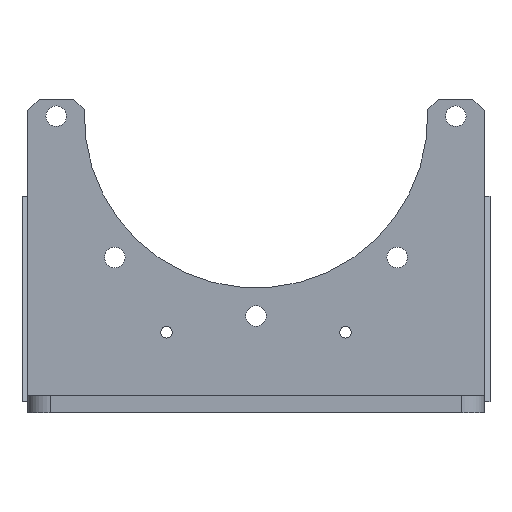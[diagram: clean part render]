
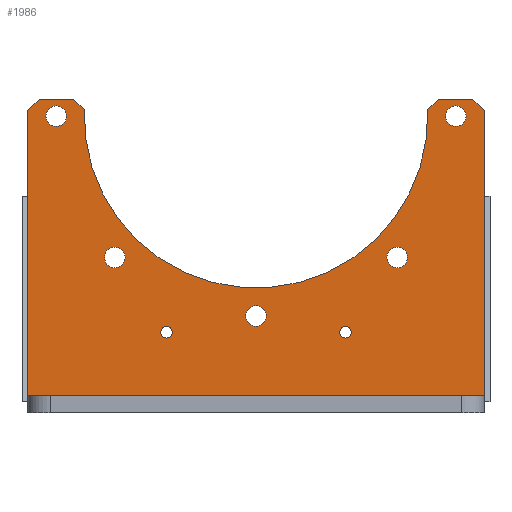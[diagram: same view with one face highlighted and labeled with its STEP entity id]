
A CAD part, front view. The second image highlights one B-rep face of the part: STEP entity #1986.
In plain terms, the highlighted planar face has unit normal (0, -1, 0).
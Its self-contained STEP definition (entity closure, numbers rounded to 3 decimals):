
#6 = VERTEX_POINT ( 'NONE', #1757 ) ;
#12 = PLANE ( 'NONE',  #200 ) ;
#14 = CARTESIAN_POINT ( 'NONE',  ( 190., 65., 275. ) ) ;
#26 = DIRECTION ( 'NONE',  ( 1., 0., 0. ) ) ;
#37 = ORIENTED_EDGE ( 'NONE', *, *, #205, .F. ) ;
#44 = EDGE_LOOP ( 'NONE', ( #1984 ) ) ;
#64 = EDGE_CURVE ( 'NONE', #260, #2030, #1502, .T. ) ;
#68 = EDGE_CURVE ( 'NONE', #578, #2213, #785, .T. ) ;
#83 = VERTEX_POINT ( 'NONE', #1749 ) ;
#94 = CARTESIAN_POINT ( 'NONE',  ( -200., 65., 275. ) ) ;
#96 = DIRECTION ( 'NONE',  ( 0., -1., 0. ) ) ;
#110 = VERTEX_POINT ( 'NONE', #1737 ) ;
#115 = ORIENTED_EDGE ( 'NONE', *, *, #68, .F. ) ;
#139 = CARTESIAN_POINT ( 'NONE',  ( -190., 65., 275. ) ) ;
#200 = AXIS2_PLACEMENT_3D ( 'NONE', #94, #2064, #1983 ) ;
#205 = EDGE_CURVE ( 'NONE', #1441, #1441, #528, .T. ) ;
#217 = FACE_BOUND ( 'NONE', #1920, .T. ) ;
#225 = CIRCLE ( 'NONE', #2099, 9. ) ;
#260 = VERTEX_POINT ( 'NONE', #1032 ) ;
#287 = AXIS2_PLACEMENT_3D ( 'NONE', #918, #978, #440 ) ;
#295 = ORIENTED_EDGE ( 'NONE', *, *, #2367, .T. ) ;
#303 = VERTEX_POINT ( 'NONE', #1747 ) ;
#324 = FACE_BOUND ( 'NONE', #933, .T. ) ;
#346 = EDGE_CURVE ( 'NONE', #582, #412, #1673, .T. ) ;
#350 = EDGE_LOOP ( 'NONE', ( #584 ) ) ;
#363 = ORIENTED_EDGE ( 'NONE', *, *, #674, .F. ) ;
#366 = VERTEX_POINT ( 'NONE', #1716 ) ;
#391 = DIRECTION ( 'NONE',  ( 0., 0., -1. ) ) ;
#412 = VERTEX_POINT ( 'NONE', #1325 ) ;
#417 = AXIS2_PLACEMENT_3D ( 'NONE', #935, #926, #944 ) ;
#419 = DIRECTION ( 'NONE',  ( 0., -1., 0. ) ) ;
#440 = DIRECTION ( 'NONE',  ( 0., 0., -1. ) ) ;
#446 = EDGE_LOOP ( 'NONE', ( #1641 ) ) ;
#454 = FACE_BOUND ( 'NONE', #350, .T. ) ;
#479 = FACE_BOUND ( 'NONE', #44, .T. ) ;
#482 = FACE_BOUND ( 'NONE', #1359, .T. ) ;
#507 = LINE ( 'NONE', #1376, #594 ) ;
#512 = FACE_BOUND ( 'NONE', #824, .T. ) ;
#528 = CIRCLE ( 'NONE', #417, 5. ) ;
#531 = DIRECTION ( 'NONE',  ( -0.707, 0., -0.707 ) ) ;
#565 = FACE_OUTER_BOUND ( 'NONE', #2361, .T. ) ;
#578 = VERTEX_POINT ( 'NONE', #753 ) ;
#582 = VERTEX_POINT ( 'NONE', #611 ) ;
#584 = ORIENTED_EDGE ( 'NONE', *, *, #1902, .F. ) ;
#588 = CIRCLE ( 'NONE', #775, 9. ) ;
#592 = CARTESIAN_POINT ( 'NONE',  ( 190., 65., 275. ) ) ;
#594 = VECTOR ( 'NONE', #859, 1000. ) ;
#610 = DIRECTION ( 'NONE',  ( -0.707, 0., 0.707 ) ) ;
#611 = CARTESIAN_POINT ( 'NONE',  ( -200., 65., 15. ) ) ;
#617 = CARTESIAN_POINT ( 'NONE',  ( -159.751, 65., 275. ) ) ;
#645 = CARTESIAN_POINT ( 'NONE',  ( 0., 65., 260. ) ) ;
#646 = DIRECTION ( 'NONE',  ( 0., -1., 0. ) ) ;
#653 = DIRECTION ( 'NONE',  ( 0., 0., -1. ) ) ;
#674 = EDGE_CURVE ( 'NONE', #260, #412, #1347, .T. ) ;
#675 = CARTESIAN_POINT ( 'NONE',  ( 150.394, 65., 265.644 ) ) ;
#717 = CIRCLE ( 'NONE', #287, 9. ) ;
#721 = VERTEX_POINT ( 'NONE', #1988 ) ;
#743 = DIRECTION ( 'NONE',  ( 0., -1., 0. ) ) ;
#753 = CARTESIAN_POINT ( 'NONE',  ( -150.394, 65., 265.644 ) ) ;
#775 = AXIS2_PLACEMENT_3D ( 'NONE', #1875, #2277, #1109 ) ;
#785 = CIRCLE ( 'NONE', #1848, 150.5 ) ;
#801 = CARTESIAN_POINT ( 'NONE',  ( 150.394, 65., 265.644 ) ) ;
#808 = CARTESIAN_POINT ( 'NONE',  ( -123.744, 65., 136.256 ) ) ;
#824 = EDGE_LOOP ( 'NONE', ( #1352 ) ) ;
#842 = DIRECTION ( 'NONE',  ( 0., -1., 0. ) ) ;
#859 = DIRECTION ( 'NONE',  ( 1., 0., 0. ) ) ;
#871 = CIRCLE ( 'NONE', #2368, 9. ) ;
#918 = CARTESIAN_POINT ( 'NONE',  ( 0., 65., 85. ) ) ;
#919 = VERTEX_POINT ( 'NONE', #2360 ) ;
#926 = DIRECTION ( 'NONE',  ( 0., -1., 0. ) ) ;
#933 = EDGE_LOOP ( 'NONE', ( #1762 ) ) ;
#935 = CARTESIAN_POINT ( 'NONE',  ( 78.45, 65., 70.605 ) ) ;
#944 = DIRECTION ( 'NONE',  ( 0., 0., -1. ) ) ;
#953 = VECTOR ( 'NONE', #1047, 1000. ) ;
#955 = ORIENTED_EDGE ( 'NONE', *, *, #346, .T. ) ;
#964 = DIRECTION ( 'NONE',  ( 0., 0., -1. ) ) ;
#968 = DIRECTION ( 'NONE',  ( 0., 0., -1. ) ) ;
#978 = DIRECTION ( 'NONE',  ( 0., -1., 0. ) ) ;
#1012 = EDGE_CURVE ( 'NONE', #578, #1324, #1246, .T. ) ;
#1032 = CARTESIAN_POINT ( 'NONE',  ( 200., 65., 265. ) ) ;
#1044 = ORIENTED_EDGE ( 'NONE', *, *, #1012, .T. ) ;
#1045 = AXIS2_PLACEMENT_3D ( 'NONE', #2077, #743, #1873 ) ;
#1047 = DIRECTION ( 'NONE',  ( -0.707, 0., 0.707 ) ) ;
#1109 = DIRECTION ( 'NONE',  ( 0., 0., -1. ) ) ;
#1119 = DIRECTION ( 'NONE',  ( 0., 0., -1. ) ) ;
#1147 = EDGE_CURVE ( 'NONE', #919, #2213, #2316, .T. ) ;
#1158 = ORIENTED_EDGE ( 'NONE', *, *, #64, .T. ) ;
#1180 = EDGE_CURVE ( 'NONE', #6, #6, #871, .T. ) ;
#1233 = FACE_BOUND ( 'NONE', #446, .T. ) ;
#1235 = CARTESIAN_POINT ( 'NONE',  ( -200., 65., 15. ) ) ;
#1244 = EDGE_CURVE ( 'NONE', #83, #83, #225, .T. ) ;
#1246 = LINE ( 'NONE', #1462, #953 ) ;
#1254 = DIRECTION ( 'NONE',  ( 1., 0., 0. ) ) ;
#1324 = VERTEX_POINT ( 'NONE', #617 ) ;
#1325 = CARTESIAN_POINT ( 'NONE',  ( 200., 65., 15. ) ) ;
#1347 = LINE ( 'NONE', #1858, #2136 ) ;
#1352 = ORIENTED_EDGE ( 'NONE', *, *, #1365, .F. ) ;
#1355 = ORIENTED_EDGE ( 'NONE', *, *, #1147, .T. ) ;
#1359 = EDGE_LOOP ( 'NONE', ( #1951 ) ) ;
#1365 = EDGE_CURVE ( 'NONE', #303, #303, #588, .T. ) ;
#1376 = CARTESIAN_POINT ( 'NONE',  ( -200., 65., 275. ) ) ;
#1385 = VECTOR ( 'NONE', #2008, 1000. ) ;
#1409 = ORIENTED_EDGE ( 'NONE', *, *, #2170, .F. ) ;
#1441 = VERTEX_POINT ( 'NONE', #1824 ) ;
#1462 = CARTESIAN_POINT ( 'NONE',  ( -150.394, 65., 265.644 ) ) ;
#1487 = VECTOR ( 'NONE', #968, 1000. ) ;
#1502 = LINE ( 'NONE', #592, #2238 ) ;
#1509 = ORIENTED_EDGE ( 'NONE', *, *, #1534, .T. ) ;
#1512 = LINE ( 'NONE', #2376, #1647 ) ;
#1514 = CARTESIAN_POINT ( 'NONE',  ( -200., 65., 275. ) ) ;
#1534 = EDGE_CURVE ( 'NONE', #721, #582, #2335, .T. ) ;
#1641 = ORIENTED_EDGE ( 'NONE', *, *, #2017, .F. ) ;
#1647 = VECTOR ( 'NONE', #26, 1000. ) ;
#1673 = LINE ( 'NONE', #1235, #2027 ) ;
#1698 = CARTESIAN_POINT ( 'NONE',  ( -123.744, 65., 127.256 ) ) ;
#1716 = CARTESIAN_POINT ( 'NONE',  ( 0., 65., 76. ) ) ;
#1737 = CARTESIAN_POINT ( 'NONE',  ( -78.45, 65., 65.605 ) ) ;
#1747 = CARTESIAN_POINT ( 'NONE',  ( 175., 65., 251. ) ) ;
#1749 = CARTESIAN_POINT ( 'NONE',  ( 123.744, 65., 127.256 ) ) ;
#1757 = CARTESIAN_POINT ( 'NONE',  ( -175., 65., 251. ) ) ;
#1762 = ORIENTED_EDGE ( 'NONE', *, *, #1180, .F. ) ;
#1796 = EDGE_CURVE ( 'NONE', #2082, #1324, #507, .T. ) ;
#1810 = DIRECTION ( 'NONE',  ( 0., 0., -1. ) ) ;
#1821 = CARTESIAN_POINT ( 'NONE',  ( -190., 65., 275. ) ) ;
#1824 = CARTESIAN_POINT ( 'NONE',  ( 78.45, 65., 65.605 ) ) ;
#1826 = ORIENTED_EDGE ( 'NONE', *, *, #1796, .F. ) ;
#1848 = AXIS2_PLACEMENT_3D ( 'NONE', #645, #646, #653 ) ;
#1858 = CARTESIAN_POINT ( 'NONE',  ( 200., 65., 275. ) ) ;
#1873 = DIRECTION ( 'NONE',  ( 0., 0., -1. ) ) ;
#1875 = CARTESIAN_POINT ( 'NONE',  ( 175., 65., 260. ) ) ;
#1901 = AXIS2_PLACEMENT_3D ( 'NONE', #808, #419, #391 ) ;
#1902 = EDGE_CURVE ( 'NONE', #110, #110, #1967, .T. ) ;
#1915 = LINE ( 'NONE', #1821, #1385 ) ;
#1920 = EDGE_LOOP ( 'NONE', ( #37 ) ) ;
#1951 = ORIENTED_EDGE ( 'NONE', *, *, #1244, .F. ) ;
#1967 = CIRCLE ( 'NONE', #1045, 5. ) ;
#1980 = VECTOR ( 'NONE', #531, 1000. ) ;
#1983 = DIRECTION ( 'NONE',  ( 0., 0., 1. ) ) ;
#1984 = ORIENTED_EDGE ( 'NONE', *, *, #2204, .F. ) ;
#1986 = ADVANCED_FACE ( 'NONE', ( #454, #217, #324, #1233, #479, #482, #512, #565 ), #12, .F. ) ;
#1988 = CARTESIAN_POINT ( 'NONE',  ( -200., 65., 265. ) ) ;
#2008 = DIRECTION ( 'NONE',  ( -0.707, 0., -0.707 ) ) ;
#2017 = EDGE_CURVE ( 'NONE', #366, #366, #717, .T. ) ;
#2027 = VECTOR ( 'NONE', #1254, 1000. ) ;
#2030 = VERTEX_POINT ( 'NONE', #14 ) ;
#2064 = DIRECTION ( 'NONE',  ( 0., 1., 0. ) ) ;
#2077 = CARTESIAN_POINT ( 'NONE',  ( -78.45, 65., 70.605 ) ) ;
#2082 = VERTEX_POINT ( 'NONE', #139 ) ;
#2093 = CARTESIAN_POINT ( 'NONE',  ( -175., 65., 260. ) ) ;
#2099 = AXIS2_PLACEMENT_3D ( 'NONE', #2148, #842, #964 ) ;
#2136 = VECTOR ( 'NONE', #1810, 1000. ) ;
#2148 = CARTESIAN_POINT ( 'NONE',  ( 123.744, 65., 136.256 ) ) ;
#2170 = EDGE_CURVE ( 'NONE', #919, #2030, #1512, .T. ) ;
#2204 = EDGE_CURVE ( 'NONE', #2326, #2326, #2304, .T. ) ;
#2213 = VERTEX_POINT ( 'NONE', #675 ) ;
#2238 = VECTOR ( 'NONE', #610, 1000. ) ;
#2277 = DIRECTION ( 'NONE',  ( 0., -1., 0. ) ) ;
#2304 = CIRCLE ( 'NONE', #1901, 9. ) ;
#2316 = LINE ( 'NONE', #801, #1980 ) ;
#2326 = VERTEX_POINT ( 'NONE', #1698 ) ;
#2335 = LINE ( 'NONE', #1514, #1487 ) ;
#2360 = CARTESIAN_POINT ( 'NONE',  ( 159.751, 65., 275. ) ) ;
#2361 = EDGE_LOOP ( 'NONE', ( #115, #1044, #1826, #295, #1509, #955, #363, #1158, #1409, #1355 ) ) ;
#2367 = EDGE_CURVE ( 'NONE', #2082, #721, #1915, .T. ) ;
#2368 = AXIS2_PLACEMENT_3D ( 'NONE', #2093, #96, #1119 ) ;
#2376 = CARTESIAN_POINT ( 'NONE',  ( -200., 65., 275. ) ) ;
